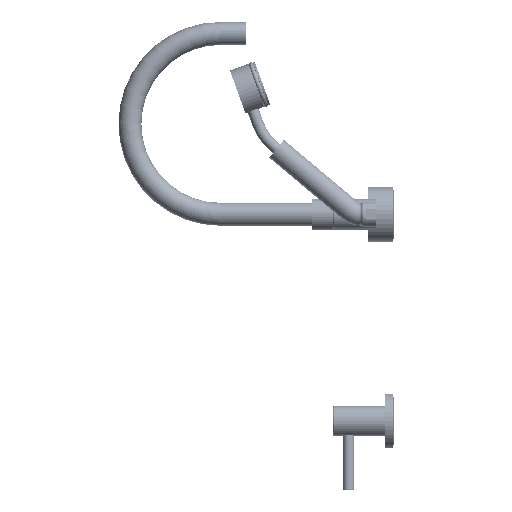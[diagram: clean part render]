
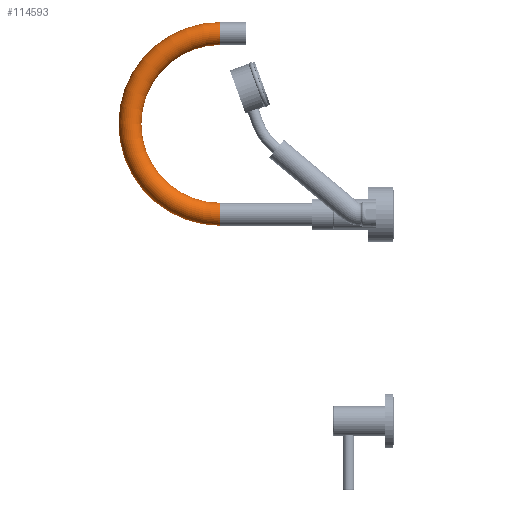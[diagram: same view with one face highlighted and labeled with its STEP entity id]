
A CAD part, left-side view. The second image highlights one B-rep face of the part: STEP entity #114593.
In plain terms, the highlighted toroidal (fillet/blend) face has major radius 100.013 mm and minor radius 12.7 mm.
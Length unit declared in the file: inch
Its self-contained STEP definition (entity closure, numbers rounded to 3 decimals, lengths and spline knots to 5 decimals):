
#114397=CARTESIAN_POINT('',(0.,4.5,0.));
#114398=DIRECTION('',(0.,1.,0.));
#114399=DIRECTION('',(0.,0.,-1.));
#114400=AXIS2_PLACEMENT_3D('',#114397,#114398,#114399);
#114402=CARTESIAN_POINT('',(0.,4.5,3.9375));
#114403=DIRECTION('',(1.,0.,0.));
#114404=DIRECTION('',(0.,0.,-1.));
#114405=AXIS2_PLACEMENT_3D('',#114402,#114403,#114404);
#114412=CARTESIAN_POINT('',(0.,4.5,3.9375));
#114413=DIRECTION('',(1.,0.,0.));
#114414=DIRECTION('',(0.,0.,-1.));
#114415=AXIS2_PLACEMENT_3D('',#114412,#114413,#114414);
#114426=CARTESIAN_POINT('',(0.,4.5,7.875));
#114427=DIRECTION('',(0.,-1.,0.));
#114428=DIRECTION('',(0.,0.,1.));
#114429=AXIS2_PLACEMENT_3D('',#114426,#114427,#114428);
#114505=CARTESIAN_POINT('',(0.,4.5,0.5));
#114506=CARTESIAN_POINT('',(0.,4.5,-0.5));
#114507=VERTEX_POINT('',#114505);
#114508=VERTEX_POINT('',#114506);
#114509=CARTESIAN_POINT('',(0.,4.5,7.375));
#114510=CARTESIAN_POINT('',(0.,4.5,8.375));
#114511=VERTEX_POINT('',#114509);
#114512=VERTEX_POINT('',#114510);
#114579=CARTESIAN_POINT('',(0.,4.5,3.9375));
#114580=DIRECTION('',(1.,0.,0.));
#114581=DIRECTION('',(0.,0.,1.));
#114582=AXIS2_PLACEMENT_3D('',#114579,#114580,#114581);
#114583=TOROIDAL_SURFACE('',#114582,3.9375,0.5);
#114584=ORIENTED_EDGE('',*,*,#114573,.F.);
#114586=ORIENTED_EDGE('',*,*,#114585,.T.);
#114588=ORIENTED_EDGE('',*,*,#114587,.T.);
#114590=ORIENTED_EDGE('',*,*,#114589,.F.);
#114591=EDGE_LOOP('',(#114584,#114586,#114588,#114590));
#114592=FACE_OUTER_BOUND('',#114591,.F.);
#114593=ADVANCED_FACE('',(#114592),#114583,.T.);
#114401=CIRCLE('',#114400,0.5);
#114406=CIRCLE('',#114405,4.4375);
#114416=CIRCLE('',#114415,3.4375);
#114430=CIRCLE('',#114429,0.5);
#114573=EDGE_CURVE('',#114508,#114507,#114401,.T.);
#114585=EDGE_CURVE('',#114508,#114512,#114406,.T.);
#114587=EDGE_CURVE('',#114512,#114511,#114430,.T.);
#114589=EDGE_CURVE('',#114507,#114511,#114416,.T.);
